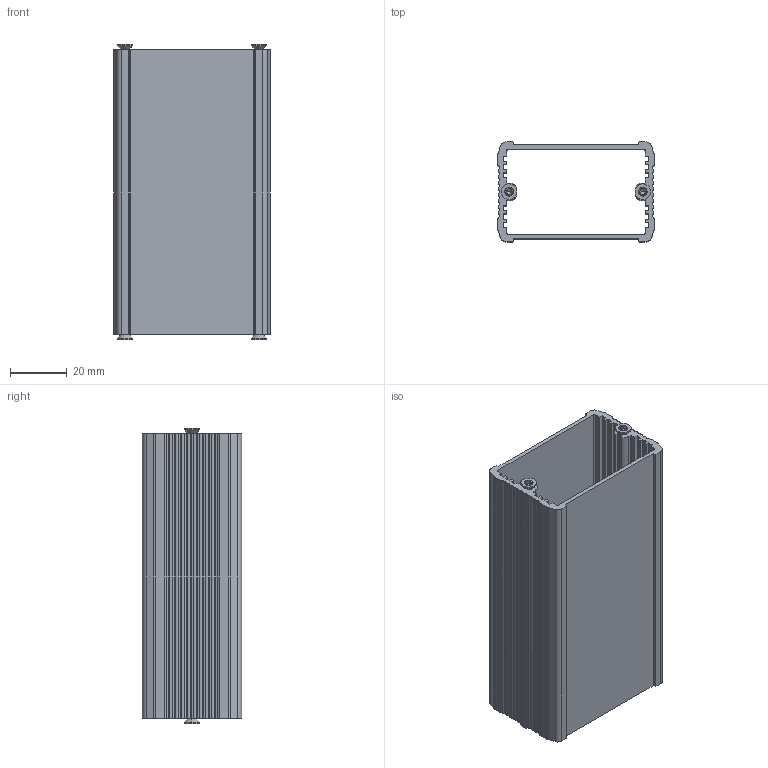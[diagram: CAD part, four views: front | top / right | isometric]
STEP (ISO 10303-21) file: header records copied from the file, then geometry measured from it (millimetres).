
FILE_DESCRIPTION (( 'STEP AP214' ), '1' );
FILE_NAME ('tuf_55_35_100.STEP', '2017-10-03T16:16:02', ( '' ), ( '' ), 'SwSTEP 2.0', 'SolidWorks 2017', '' );
FILE_SCHEMA (( 'AUTOMOTIVE_DESIGN' ));
Length unit declared in the file: millimetre
Products named in the file (3): 001034287; tuf_55_35_100; 001033088
Assembly tree (5 placements, depth 2):
  tuf_55_35_100
    001034287
    001033088  x4
Bounding box: 55 x 35 x 104 mm (x, y, z)
Volume: 34743.8 mm3; surface area: 40402.5 mm2
Topology: 5 solids, 5 shells, 531 faces, 1479 edges, 942 vertices
Faces by surface type: cylinder 239, plane 180, bspline 88, cone 24
Entity records: 12881 total; most frequent: CARTESIAN_POINT 2191, ORIENTED_EDGE 1614, DIRECTION 1579, EDGE_CURVE 807, AXIS2_PLACEMENT_3D 555, VERTEX_POINT 531, LINE 469, VECTOR 469
